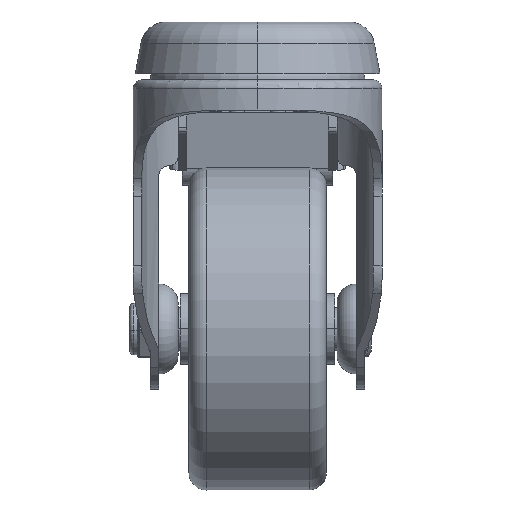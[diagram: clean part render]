
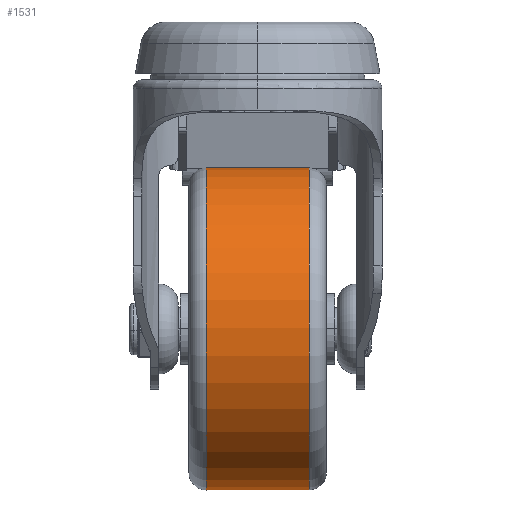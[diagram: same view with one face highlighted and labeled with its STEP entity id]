
A CAD part, left-side view. The second image highlights one B-rep face of the part: STEP entity #1531.
In plain terms, the highlighted cylindrical face has radius 37.5 mm (diameter 75 mm), a partial arc.
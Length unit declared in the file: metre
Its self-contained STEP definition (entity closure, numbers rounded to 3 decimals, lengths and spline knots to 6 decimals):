
#1531=ADVANCED_FACE('',(#2597),#2598,.T.);
#2597=FACE_OUTER_BOUND('',#6569,.T.);
#2598=CYLINDRICAL_SURFACE('',#6570,0.0375);
#6569=EDGE_LOOP('',(#13965,#13966,#13967,#13968));
#6570=AXIS2_PLACEMENT_3D('',#13969,#13970,#13971);
#13965=ORIENTED_EDGE('',*,*,#16815,.T.);
#13966=ORIENTED_EDGE('',*,*,#16823,.F.);
#13967=ORIENTED_EDGE('',*,*,#16817,.T.);
#13968=ORIENTED_EDGE('',*,*,#16821,.T.);
#13969=CARTESIAN_POINT('',(0.,0.,0.));
#13970=DIRECTION('',(0.,1.0,0.));
#13971=DIRECTION('',(0.,0.0,1.0));
#16815=EDGE_CURVE('',#18977,#18969,#18978,.T.);
#16817=EDGE_CURVE('',#18972,#18979,#18981,.T.);
#16821=EDGE_CURVE('',#18979,#18977,#18987,.T.);
#16823=EDGE_CURVE('',#18972,#18969,#18989,.T.);
#18969=VERTEX_POINT('',#22906);
#18972=VERTEX_POINT('',#22909);
#18977=VERTEX_POINT('',#22914);
#18978=LINE('',#22915,#22916);
#18979=VERTEX_POINT('',#22917);
#18981=LINE('',#22919,#22920);
#18987=CIRCLE('',#22926,0.0375);
#18989=CIRCLE('',#22928,0.0375);
#22906=CARTESIAN_POINT('',(0.,0.012,0.0375));
#22909=CARTESIAN_POINT('',(0.,0.012,-0.0375));
#22914=CARTESIAN_POINT('',(0.,-0.012,0.0375));
#22915=CARTESIAN_POINT('',(0.,0.,0.0375));
#22916=VECTOR('',#27951,1.0);
#22917=CARTESIAN_POINT('',(0.,-0.012,-0.0375));
#22919=CARTESIAN_POINT('',(0.,0.,-0.0375));
#22920=VECTOR('',#27955,1.0);
#22926=AXIS2_PLACEMENT_3D('',#27965,#27966,#27967);
#22928=AXIS2_PLACEMENT_3D('',#27971,#27972,#27973);
#27951=DIRECTION('',(0.,1.0,0.));
#27955=DIRECTION('',(0.,-1.0,0.));
#27965=CARTESIAN_POINT('',(0.,-0.012,0.));
#27966=DIRECTION('',(0.,1.0,0.));
#27967=DIRECTION('',(0.,0.0,1.0));
#27971=CARTESIAN_POINT('',(0.,0.012,0.));
#27972=DIRECTION('',(0.,1.0,0.));
#27973=DIRECTION('',(0.,0.0,1.0));
